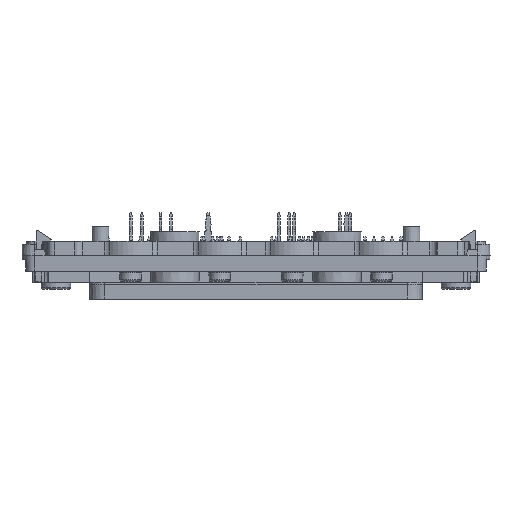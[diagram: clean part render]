
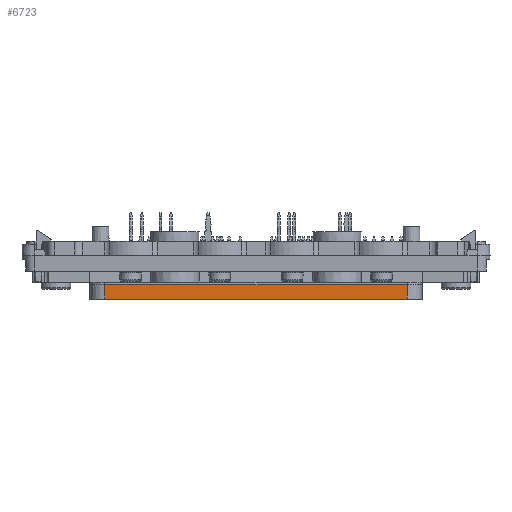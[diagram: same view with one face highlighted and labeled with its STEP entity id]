
A CAD part, left-side view. The second image highlights one B-rep face of the part: STEP entity #6723.
In plain terms, the highlighted planar face has unit normal (-1, 0, -0.018).
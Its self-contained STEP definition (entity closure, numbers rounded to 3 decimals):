
#6723 = ADVANCED_FACE( '', ( #16015 ), #16016, .T. );
#16015 = FACE_OUTER_BOUND( '', #27967, .T. );
#16016 = PLANE( '', #27968 );
#27967 = EDGE_LOOP( '', ( #50152, #50153, #50154, #50155 ) );
#27968 = AXIS2_PLACEMENT_3D( '', #50156, #50157, #50158 );
#50152 = ORIENTED_EDGE( '', *, *, #74581, .T. );
#50153 = ORIENTED_EDGE( '', *, *, #71958, .T. );
#50154 = ORIENTED_EDGE( '', *, *, #78712, .T. );
#50155 = ORIENTED_EDGE( '', *, *, #78713, .F. );
#50156 = CARTESIAN_POINT( '', ( -61.6, 11.75, 2.7 ) );
#50157 = DIRECTION( '', ( -1., 0., -0.017 ) );
#50158 = DIRECTION( '', ( 0.017, 0., -1. ) );
#71958 = EDGE_CURVE( '', #87433, #87431, #87434, .F. );
#74581 = EDGE_CURVE( '', #91858, #87433, #91859, .T. );
#78712 = EDGE_CURVE( '', #87431, #98262, #98263, .T. );
#78713 = EDGE_CURVE( '', #91858, #98262, #98264, .F. );
#87431 = VERTEX_POINT( '', #109577 );
#87433 = VERTEX_POINT( '', #109579 );
#87434 = LINE( '', #109580, #109581 );
#91858 = VERTEX_POINT( '', #115899 );
#91859 = LINE( '', #115900, #115901 );
#98262 = VERTEX_POINT( '', #125865 );
#98263 = LINE( '', #125866, #125867 );
#98264 = LINE( '', #125868, #125869 );
#109577 = CARTESIAN_POINT( '', ( -61.52, 19.3, -1.9 ) );
#109579 = CARTESIAN_POINT( '', ( -61.59, 19.3, 2.1 ) );
#109580 = CARTESIAN_POINT( '', ( -61.6, 19.3, 2.7 ) );
#109581 = VECTOR( '', #137578, 1000. );
#115899 = CARTESIAN_POINT( '', ( -61.59, -64.1, 2.1 ) );
#115900 = CARTESIAN_POINT( '', ( -61.59, -64.1, 2.1 ) );
#115901 = VECTOR( '', #140677, 1000. );
#125865 = CARTESIAN_POINT( '', ( -61.52, -64.1, -1.9 ) );
#125866 = CARTESIAN_POINT( '', ( -61.52, 91.8, -1.9 ) );
#125867 = VECTOR( '', #145383, 1000. );
#125868 = CARTESIAN_POINT( '', ( -61.6, -64.1, 2.7 ) );
#125869 = VECTOR( '', #145384, 1000. );
#137578 = DIRECTION( '', ( -0.017, 0., 1. ) );
#140677 = DIRECTION( '', ( 0., 1., 0. ) );
#145383 = DIRECTION( '', ( 0., -1., 0. ) );
#145384 = DIRECTION( '', ( -0.017, 0., 1. ) );
